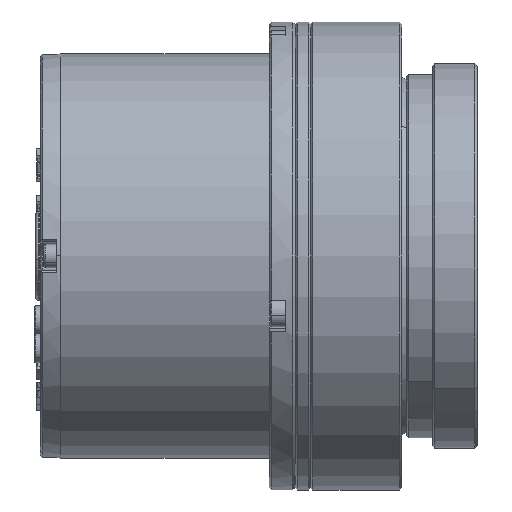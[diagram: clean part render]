
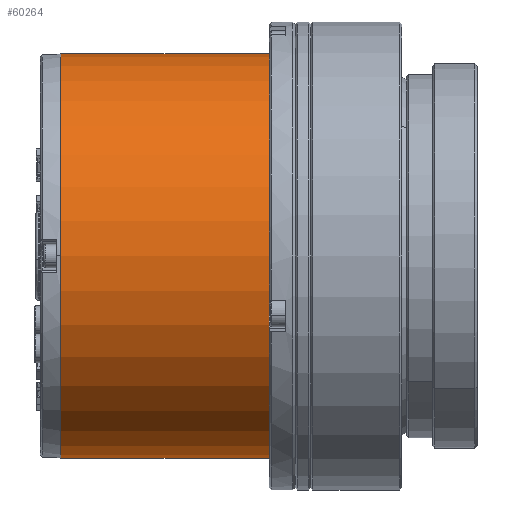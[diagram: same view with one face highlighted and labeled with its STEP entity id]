
A CAD part, front view. The second image highlights one B-rep face of the part: STEP entity #60264.
In plain terms, the highlighted cylindrical face has radius 38.85 mm (diameter 77.7 mm), a partial arc.
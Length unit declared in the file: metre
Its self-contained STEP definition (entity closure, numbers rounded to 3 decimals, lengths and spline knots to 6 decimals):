
#644 = CARTESIAN_POINT ( 'NONE',  ( 0.005, 0., -0.03885 ) ) ;
#2018 = EDGE_CURVE ( 'NONE', #22055, #50701, #57245, .T. ) ;
#3135 = EDGE_CURVE ( 'NONE', #4772, #22055, #61461, .T. ) ;
#4772 = VERTEX_POINT ( 'NONE', #644 ) ;
#5808 = VERTEX_POINT ( 'NONE', #57455 ) ;
#6523 = LINE ( 'NONE', #37122, #13969 ) ;
#7292 = CYLINDRICAL_SURFACE ( 'NONE', #50662, 0.03885 ) ;
#8003 = AXIS2_PLACEMENT_3D ( 'NONE', #19986, #53743, #20597 ) ;
#8973 = EDGE_CURVE ( 'NONE', #4772, #5808, #6523, .T. ) ;
#9584 = DIRECTION ( 'NONE',  ( -1., 0., 0. ) ) ;
#9750 = EDGE_CURVE ( 'NONE', #5808, #50701, #41312, .T. ) ;
#12406 = ORIENTED_EDGE ( 'NONE', *, *, #8973, .F. ) ;
#12717 = ORIENTED_EDGE ( 'NONE', *, *, #9750, .F. ) ;
#13969 = VECTOR ( 'NONE', #50688, 1. ) ;
#18759 = CARTESIAN_POINT ( 'NONE',  ( -0.0336, 0., 0.03885 ) ) ;
#19986 = CARTESIAN_POINT ( 'NONE',  ( -0.035022, 0., 0. ) ) ;
#20597 = DIRECTION ( 'NONE',  ( 0., 0., 1. ) ) ;
#21199 = DIRECTION ( 'NONE',  ( -1., 0., 0. ) ) ;
#22055 = VERTEX_POINT ( 'NONE', #22925 ) ;
#22925 = CARTESIAN_POINT ( 'NONE',  ( 0.005, 0., 0.03885 ) ) ;
#24959 = EDGE_LOOP ( 'NONE', ( #12406, #28343, #56073, #12717 ) ) ;
#28343 = ORIENTED_EDGE ( 'NONE', *, *, #3135, .T. ) ;
#30578 = DIRECTION ( 'NONE',  ( 0., 0., 1. ) ) ;
#31100 = VECTOR ( 'NONE', #9584, 1. ) ;
#33977 = CARTESIAN_POINT ( 'NONE',  ( -0.035022, 0., 0.03885 ) ) ;
#35398 = DIRECTION ( 'NONE',  ( 0., 0., 1. ) ) ;
#37122 = CARTESIAN_POINT ( 'NONE',  ( -0.0336, 0., -0.03885 ) ) ;
#39273 = AXIS2_PLACEMENT_3D ( 'NONE', #40369, #54556, #30578 ) ;
#40369 = CARTESIAN_POINT ( 'NONE',  ( 0.005, 0., 0. ) ) ;
#41312 = CIRCLE ( 'NONE', #8003, 0.03885 ) ;
#49288 = FACE_OUTER_BOUND ( 'NONE', #24959, .T. ) ;
#50662 = AXIS2_PLACEMENT_3D ( 'NONE', #58748, #21199, #35398 ) ;
#50688 = DIRECTION ( 'NONE',  ( -1., 0., 0. ) ) ;
#50701 = VERTEX_POINT ( 'NONE', #33977 ) ;
#53743 = DIRECTION ( 'NONE',  ( -1., 0., 0. ) ) ;
#54556 = DIRECTION ( 'NONE',  ( -1., 0., 0. ) ) ;
#56073 = ORIENTED_EDGE ( 'NONE', *, *, #2018, .T. ) ;
#57245 = LINE ( 'NONE', #18759, #31100 ) ;
#57455 = CARTESIAN_POINT ( 'NONE',  ( -0.035022, 0., -0.03885 ) ) ;
#58748 = CARTESIAN_POINT ( 'NONE',  ( -0.0336, 0., 0. ) ) ;
#60264 = ADVANCED_FACE ( 'NONE', ( #49288 ), #7292, .T. ) ;
#61461 = CIRCLE ( 'NONE', #39273, 0.03885 ) ;
